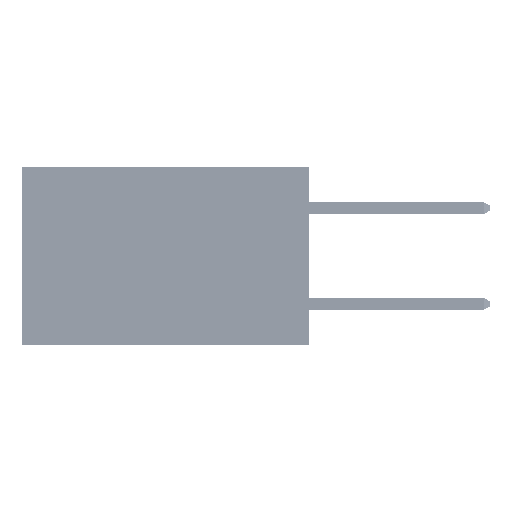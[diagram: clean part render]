
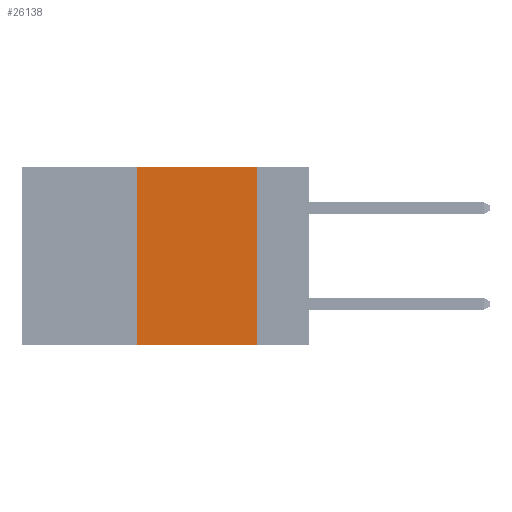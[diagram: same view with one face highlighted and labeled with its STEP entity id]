
A CAD part, left-side view. The second image highlights one B-rep face of the part: STEP entity #26138.
In plain terms, the highlighted planar face has unit normal (-1, 0, 0).
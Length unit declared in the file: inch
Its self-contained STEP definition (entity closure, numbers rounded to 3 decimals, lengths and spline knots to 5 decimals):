
#1229 = EDGE_CURVE ( 'NONE', #19878, #49297, #42098, .T. ) ;
#2151 = VECTOR ( 'NONE', #32387, 39.37008 ) ;
#3053 = ORIENTED_EDGE ( 'NONE', *, *, #20642, .F. ) ;
#3989 = VERTEX_POINT ( 'NONE', #21264 ) ;
#6071 = EDGE_CURVE ( 'NONE', #37663, #19878, #16826, .T. ) ;
#10920 = DIRECTION ( 'NONE',  ( 0., 0., -1. ) ) ;
#12992 = CARTESIAN_POINT ( 'NONE',  ( 0., 0.6, 0. ) ) ;
#13005 = CARTESIAN_POINT ( 'NONE',  ( 0., 0.11, -0.37 ) ) ;
#13124 = DIRECTION ( 'NONE',  ( 1., 0., 0. ) ) ;
#16826 = LINE ( 'NONE', #12992, #2151 ) ;
#17168 = EDGE_CURVE ( 'NONE', #3989, #49297, #34374, .T. ) ;
#19878 = VERTEX_POINT ( 'NONE', #34785 ) ;
#20560 = DIRECTION ( 'NONE',  ( 0., -1., 0. ) ) ;
#20642 = EDGE_CURVE ( 'NONE', #3989, #37663, #33388, .T. ) ;
#21264 = CARTESIAN_POINT ( 'NONE',  ( 0., 0.36, -0.37 ) ) ;
#23089 = ORIENTED_EDGE ( 'NONE', *, *, #6071, .F. ) ;
#25381 = FACE_OUTER_BOUND ( 'NONE', #48428, .T. ) ;
#25719 = VECTOR ( 'NONE', #10920, 39.37008 ) ;
#25742 = DIRECTION ( 'NONE',  ( 0., 0., 1. ) ) ;
#26138 = ADVANCED_FACE ( 'NONE', ( #25381 ), #32513, .F. ) ;
#28691 = CARTESIAN_POINT ( 'NONE',  ( 0., 0.6, 0. ) ) ;
#32387 = DIRECTION ( 'NONE',  ( 0., -1., 0. ) ) ;
#32513 = PLANE ( 'NONE',  #34591 ) ;
#33388 = LINE ( 'NONE', #44668, #37027 ) ;
#34374 = LINE ( 'NONE', #43335, #35204 ) ;
#34503 = ORIENTED_EDGE ( 'NONE', *, *, #17168, .T. ) ;
#34591 = AXIS2_PLACEMENT_3D ( 'NONE', #28691, #13124, #37630 ) ;
#34785 = CARTESIAN_POINT ( 'NONE',  ( 0., 0.11, 0. ) ) ;
#35204 = VECTOR ( 'NONE', #20560, 39.37008 ) ;
#37027 = VECTOR ( 'NONE', #25742, 39.37008 ) ;
#37630 = DIRECTION ( 'NONE',  ( 0., 0., -1. ) ) ;
#37663 = VERTEX_POINT ( 'NONE', #43501 ) ;
#42098 = LINE ( 'NONE', #46701, #25719 ) ;
#43335 = CARTESIAN_POINT ( 'NONE',  ( 0., 0.6, -0.37 ) ) ;
#43501 = CARTESIAN_POINT ( 'NONE',  ( 0., 0.36, 0. ) ) ;
#44668 = CARTESIAN_POINT ( 'NONE',  ( 0., 0.36, 0. ) ) ;
#46701 = CARTESIAN_POINT ( 'NONE',  ( 0., 0.11, 0. ) ) ;
#48301 = ORIENTED_EDGE ( 'NONE', *, *, #1229, .F. ) ;
#48428 = EDGE_LOOP ( 'NONE', ( #48301, #23089, #3053, #34503 ) ) ;
#49297 = VERTEX_POINT ( 'NONE', #13005 ) ;
